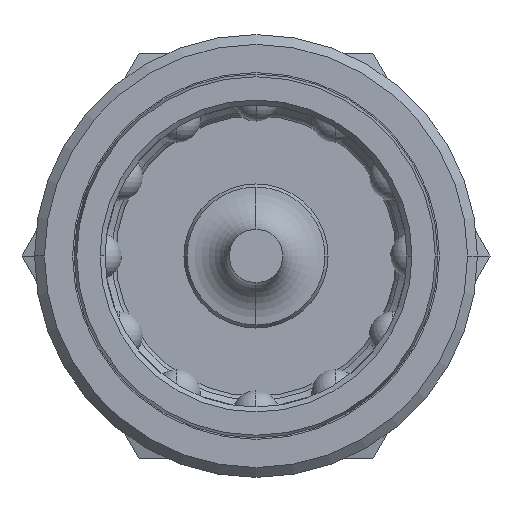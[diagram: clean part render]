
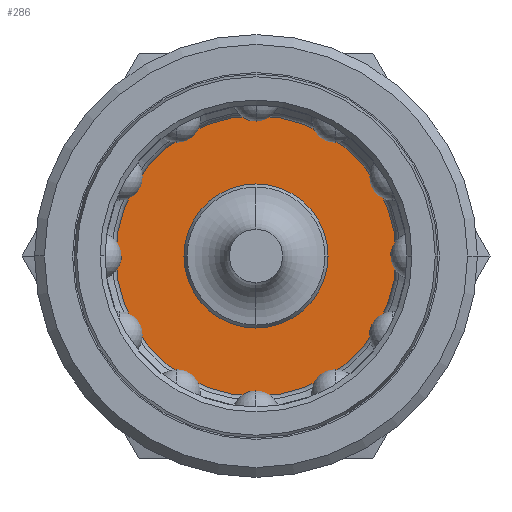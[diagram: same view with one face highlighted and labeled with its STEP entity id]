
A CAD part, left-side view. The second image highlights one B-rep face of the part: STEP entity #286.
In plain terms, the highlighted planar face has unit normal (-1, 0, 0).
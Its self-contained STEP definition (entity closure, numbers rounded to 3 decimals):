
#286 = ADVANCED_FACE( '', ( #556, #557 ), #558, .T. );
#556 = FACE_OUTER_BOUND( '', #859, .T. );
#557 = FACE_BOUND( '', #860, .T. );
#558 = PLANE( '', #861 );
#859 = EDGE_LOOP( '', ( #1752, #1753 ) );
#860 = EDGE_LOOP( '', ( #1754, #1755 ) );
#861 = AXIS2_PLACEMENT_3D( '', #1756, #1757, #1758 );
#1752 = ORIENTED_EDGE( '', *, *, #2214, .F. );
#1753 = ORIENTED_EDGE( '', *, *, #2158, .F. );
#1754 = ORIENTED_EDGE( '', *, *, #2161, .T. );
#1755 = ORIENTED_EDGE( '', *, *, #2213, .T. );
#1756 = CARTESIAN_POINT( '', ( -31.7, -10.931, 0. ) );
#1757 = DIRECTION( '', ( -1., 0., 0. ) );
#1758 = DIRECTION( '', ( 0., 1., 0. ) );
#2158 = EDGE_CURVE( '', #2621, #2617, #2623, .T. );
#2161 = EDGE_CURVE( '', #2624, #2626, #2628, .T. );
#2213 = EDGE_CURVE( '', #2626, #2624, #2711, .T. );
#2214 = EDGE_CURVE( '', #2617, #2621, #2712, .T. );
#2617 = VERTEX_POINT( '', #3721 );
#2621 = VERTEX_POINT( '', #3726 );
#2623 = CIRCLE( '', #3729, 14.575 );
#2624 = VERTEX_POINT( '', #3730 );
#2626 = VERTEX_POINT( '', #3733 );
#2628 = CIRCLE( '', #3736, 7.287 );
#2711 = CIRCLE( '', #4143, 7.287 );
#2712 = CIRCLE( '', #4144, 14.575 );
#3721 = CARTESIAN_POINT( '', ( -31.7, -14.575, 0. ) );
#3726 = CARTESIAN_POINT( '', ( -31.7, 14.575, 0. ) );
#3729 = AXIS2_PLACEMENT_3D( '', #4583, #4584, #4585 );
#3730 = CARTESIAN_POINT( '', ( -31.7, -7.287, 0. ) );
#3733 = CARTESIAN_POINT( '', ( -31.7, 7.287, 0. ) );
#3736 = AXIS2_PLACEMENT_3D( '', #4588, #4589, #4590 );
#4143 = AXIS2_PLACEMENT_3D( '', #4686, #4687, #4688 );
#4144 = AXIS2_PLACEMENT_3D( '', #4689, #4690, #4691 );
#4583 = CARTESIAN_POINT( '', ( -31.7, 0., 0. ) );
#4584 = DIRECTION( '', ( 1., 0., 0. ) );
#4585 = DIRECTION( '', ( 0., -1., 0. ) );
#4588 = CARTESIAN_POINT( '', ( -31.7, 0., 0. ) );
#4589 = DIRECTION( '', ( 1., 0., 0. ) );
#4590 = DIRECTION( '', ( 0., -1., 0. ) );
#4686 = CARTESIAN_POINT( '', ( -31.7, 0., 0. ) );
#4687 = DIRECTION( '', ( 1., 0., 0. ) );
#4688 = DIRECTION( '', ( 0., -1., 0. ) );
#4689 = CARTESIAN_POINT( '', ( -31.7, 0., 0. ) );
#4690 = DIRECTION( '', ( 1., 0., 0. ) );
#4691 = DIRECTION( '', ( 0., -1., 0. ) );
